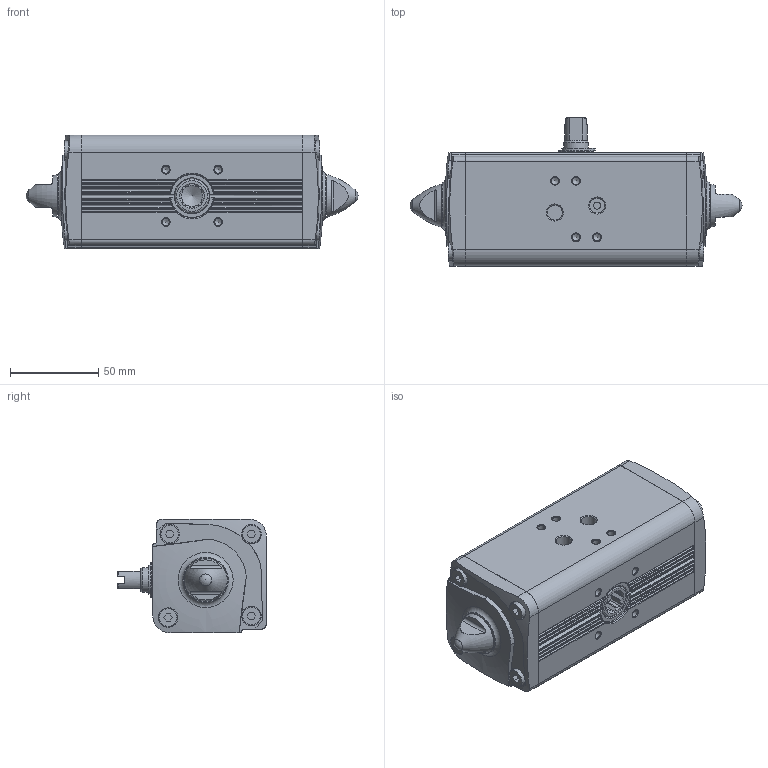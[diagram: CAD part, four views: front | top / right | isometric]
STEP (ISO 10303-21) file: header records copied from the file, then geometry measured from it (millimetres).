
FILE_DESCRIPTION(/* description */ ('Unknown'),/* implementation_level */ '2;1');
FILE_NAME(/* name */ 'DA04',/* time_stamp */ '2022-08-11T12:49:57+02:00',/* author */ ('Unknown'),/* organization */ ('Unknown'),/* preprocessor_version */ 'ST-DEVELOPER v16.7',/* originating_system */ 'Solid Edge',/* authorisation */ 'Unknown');
FILE_SCHEMA (('CONFIG_CONTROL_DESIGN','AUTOMOTIVE_DESIGN {1 0 10303 214 3 1 1}'));
Length unit declared in the file: millimetre
Products named in the file (2): DAN0045411S_new; _DAN0045411S_new
Assembly tree (1 placements, depth 2):
  DAN0045411S_new
    _DAN0045411S_new
Bounding box: 188.5 x 84.5 x 64.5 mm (x, y, z)
Volume: 592396.5 mm3; surface area: 61685.2 mm2
Topology: 1 solids, 2 shells, 453 faces, 1164 edges, 760 vertices
Faces by surface type: plane 196, cylinder 148, cone 62, torus 45, sphere 2
Full cylindrical faces by diameter (mm): 1.5 x2, 4 x1, 4.134 x12, 4.917 x1, 8.566 x2, 10 x8, 13.2 x2, 14 x2, 15.2 x1, 20 x2, 21 x1, 56.2 x2
Entity records: 16398 total; most frequent: CARTESIAN_POINT 2842, DIRECTION 2124, ORIENTED_EDGE 2022, EDGE_CURVE 1011, AXIS2_PLACEMENT_3D 825, VERTEX_POINT 731, FACE_BOUND 622, EDGE_LOOP 608
